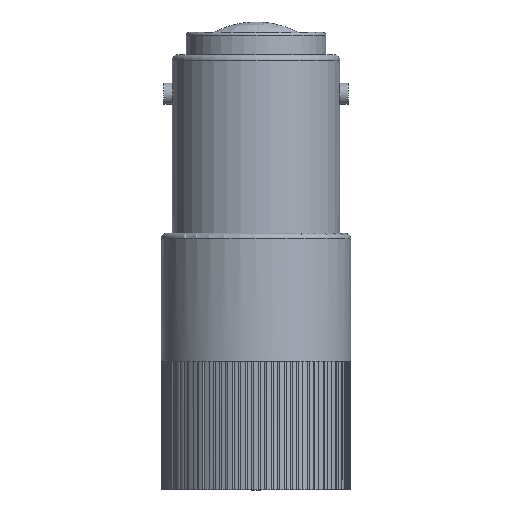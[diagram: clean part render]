
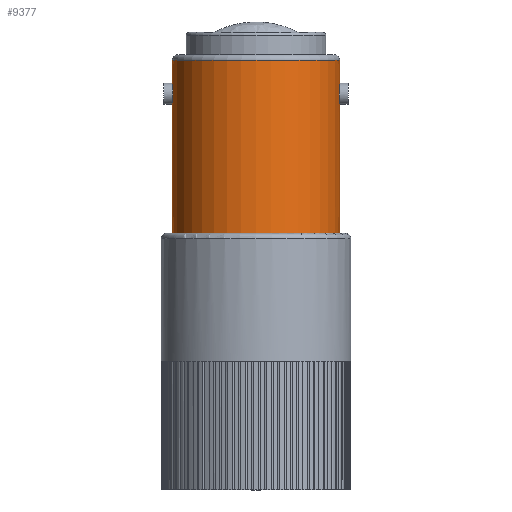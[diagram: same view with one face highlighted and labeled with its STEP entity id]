
A CAD part, left-side view. The second image highlights one B-rep face of the part: STEP entity #9377.
In plain terms, the highlighted cylindrical face has radius 7.5 mm (diameter 15 mm), a full revolution.
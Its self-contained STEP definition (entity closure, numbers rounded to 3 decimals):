
#8664=CARTESIAN_POINT('',(-4.447,5.735,0.0));
#8665=VERTEX_POINT('',#8664);
#8666=CARTESIAN_POINT('',(-11.947,5.735,0.0));
#8667=DIRECTION('',(0.0,0.0,-1.0));
#8668=DIRECTION('',(-1.0,0.0,0.0));
#8669=AXIS2_PLACEMENT_3D('',#8666,#8667,#8668);
#8670=CIRCLE('',#8669,7.5);
#8671=EDGE_CURVE('',#8665,#8665,#8670,.T.);
#8811=CARTESIAN_POINT('',(-10.997,13.174,12.5));
#8812=VERTEX_POINT('',#8811);
#8813=CARTESIAN_POINT('',(-10.997,13.174,12.5));
#8814=CARTESIAN_POINT('',(-10.997,13.174,12.662));
#8815=CARTESIAN_POINT('',(-11.043,13.181,12.837));
#8816=CARTESIAN_POINT('',(-11.13,13.19,12.984));
#8817=CARTESIAN_POINT('',(-11.208,13.199,13.116));
#8818=CARTESIAN_POINT('',(-11.311,13.209,13.221));
#8819=CARTESIAN_POINT('',(-11.44,13.218,13.303));
#8820=CARTESIAN_POINT('',(-11.572,13.227,13.387));
#8821=CARTESIAN_POINT('',(-11.73,13.233,13.437));
#8822=CARTESIAN_POINT('',(-11.881,13.234,13.448));
#8823=CARTESIAN_POINT('',(-11.969,13.235,13.454));
#8824=CARTESIAN_POINT('',(-12.056,13.235,13.448));
#8825=CARTESIAN_POINT('',(-12.144,13.232,13.429));
#8826=CARTESIAN_POINT('',(-12.3,13.228,13.396));
#8827=CARTESIAN_POINT('',(-12.45,13.219,13.321));
#8828=CARTESIAN_POINT('',(-12.567,13.209,13.22));
#8829=CARTESIAN_POINT('',(-12.634,13.204,13.163));
#8830=CARTESIAN_POINT('',(-12.691,13.198,13.098));
#8831=CARTESIAN_POINT('',(-12.74,13.193,13.024));
#8832=CARTESIAN_POINT('',(-12.827,13.184,12.892));
#8833=CARTESIAN_POINT('',(-12.881,13.176,12.733));
#8834=CARTESIAN_POINT('',(-12.894,13.175,12.579));
#8835=CARTESIAN_POINT('',(-12.902,13.174,12.481));
#8836=CARTESIAN_POINT('',(-12.896,13.175,12.385));
#8837=CARTESIAN_POINT('',(-12.873,13.177,12.287));
#8838=CARTESIAN_POINT('',(-12.844,13.181,12.158));
#8839=CARTESIAN_POINT('',(-12.785,13.188,12.033));
#8840=CARTESIAN_POINT('',(-12.707,13.196,11.929));
#8841=CARTESIAN_POINT('',(-12.64,13.203,11.84));
#8842=CARTESIAN_POINT('',(-12.561,13.21,11.766));
#8843=CARTESIAN_POINT('',(-12.467,13.217,11.704));
#8844=CARTESIAN_POINT('',(-12.334,13.226,11.618));
#8845=CARTESIAN_POINT('',(-12.175,13.233,11.565));
#8846=CARTESIAN_POINT('',(-12.021,13.234,11.553));
#8847=CARTESIAN_POINT('',(-11.933,13.235,11.546));
#8848=CARTESIAN_POINT('',(-11.847,13.235,11.551));
#8849=CARTESIAN_POINT('',(-11.758,13.232,11.569));
#8850=CARTESIAN_POINT('',(-11.603,13.228,11.601));
#8851=CARTESIAN_POINT('',(-11.452,13.219,11.675));
#8852=CARTESIAN_POINT('',(-11.334,13.21,11.775));
#8853=CARTESIAN_POINT('',(-11.259,13.204,11.838));
#8854=CARTESIAN_POINT('',(-11.196,13.197,11.91));
#8855=CARTESIAN_POINT('',(-11.143,13.191,11.995));
#8856=CARTESIAN_POINT('',(-11.053,13.182,12.138));
#8857=CARTESIAN_POINT('',(-11.002,13.175,12.312));
#8858=CARTESIAN_POINT('',(-10.998,13.174,12.474));
#8859=CARTESIAN_POINT('',(-10.998,13.174,12.483));
#8860=CARTESIAN_POINT('',(-10.997,13.174,12.492));
#8861=CARTESIAN_POINT('',(-10.997,13.174,12.5));
#8862=B_SPLINE_CURVE_WITH_KNOTS('',3,(#8813,#8814,#8815,#8816,#8817,#8818,#8819,#8820,#8821,#8822,#8823,#8824,#8825,#8826,#8827,#8828,#8829,#8830,#8831,#8832,#8833,#8834,#8835,#8836,#8837,#8838,#8839,#8840,#8841,#8842,#8843,#8844,#8845,#8846,#8847,#8848,#8849,#8850,#8851,#8852,#8853,#8854,#8855,#8856,#8857,#8858,#8859,#8860,#8861),.UNSPECIFIED.,.T.,.U.,(4,3,3,3,3,3,3,3,3,3,3,3,3,3,3,3,4),(0.0,0.049,0.092,0.137,0.163,0.208,0.234,0.279,0.308,0.345,0.377,0.423,0.448,0.494,0.522,0.571,0.573),.UNSPECIFIED.);
#8863=EDGE_CURVE('',#8812,#8812,#8862,.T.);
#8884=CARTESIAN_POINT('',(-10.997,-1.705,12.5));
#8885=VERTEX_POINT('',#8884);
#8886=CARTESIAN_POINT('',(-10.997,-1.705,12.5));
#8887=CARTESIAN_POINT('',(-10.997,-1.705,12.338));
#8888=CARTESIAN_POINT('',(-11.043,-1.711,12.163));
#8889=CARTESIAN_POINT('',(-11.13,-1.721,12.016));
#8890=CARTESIAN_POINT('',(-11.208,-1.729,11.884));
#8891=CARTESIAN_POINT('',(-11.311,-1.739,11.779));
#8892=CARTESIAN_POINT('',(-11.44,-1.748,11.697));
#8893=CARTESIAN_POINT('',(-11.572,-1.757,11.613));
#8894=CARTESIAN_POINT('',(-11.73,-1.764,11.563));
#8895=CARTESIAN_POINT('',(-11.881,-1.765,11.552));
#8896=CARTESIAN_POINT('',(-11.969,-1.766,11.546));
#8897=CARTESIAN_POINT('',(-12.056,-1.765,11.552));
#8898=CARTESIAN_POINT('',(-12.144,-1.763,11.571));
#8899=CARTESIAN_POINT('',(-12.3,-1.759,11.604));
#8900=CARTESIAN_POINT('',(-12.45,-1.749,11.679));
#8901=CARTESIAN_POINT('',(-12.567,-1.74,11.78));
#8902=CARTESIAN_POINT('',(-12.634,-1.734,11.837));
#8903=CARTESIAN_POINT('',(-12.691,-1.728,11.902));
#8904=CARTESIAN_POINT('',(-12.74,-1.723,11.976));
#8905=CARTESIAN_POINT('',(-12.827,-1.714,12.108));
#8906=CARTESIAN_POINT('',(-12.881,-1.707,12.267));
#8907=CARTESIAN_POINT('',(-12.894,-1.705,12.421));
#8908=CARTESIAN_POINT('',(-12.902,-1.704,12.519));
#8909=CARTESIAN_POINT('',(-12.896,-1.705,12.615));
#8910=CARTESIAN_POINT('',(-12.873,-1.708,12.713));
#8911=CARTESIAN_POINT('',(-12.844,-1.712,12.842));
#8912=CARTESIAN_POINT('',(-12.785,-1.719,12.967));
#8913=CARTESIAN_POINT('',(-12.707,-1.727,13.071));
#8914=CARTESIAN_POINT('',(-12.64,-1.734,13.16));
#8915=CARTESIAN_POINT('',(-12.561,-1.741,13.234));
#8916=CARTESIAN_POINT('',(-12.467,-1.747,13.296));
#8917=CARTESIAN_POINT('',(-12.334,-1.756,13.382));
#8918=CARTESIAN_POINT('',(-12.175,-1.763,13.435));
#8919=CARTESIAN_POINT('',(-12.021,-1.765,13.447));
#8920=CARTESIAN_POINT('',(-11.933,-1.766,13.454));
#8921=CARTESIAN_POINT('',(-11.847,-1.765,13.449));
#8922=CARTESIAN_POINT('',(-11.758,-1.763,13.431));
#8923=CARTESIAN_POINT('',(-11.603,-1.759,13.399));
#8924=CARTESIAN_POINT('',(-11.452,-1.75,13.325));
#8925=CARTESIAN_POINT('',(-11.334,-1.74,13.225));
#8926=CARTESIAN_POINT('',(-11.259,-1.734,13.162));
#8927=CARTESIAN_POINT('',(-11.196,-1.728,13.09));
#8928=CARTESIAN_POINT('',(-11.143,-1.722,13.005));
#8929=CARTESIAN_POINT('',(-11.053,-1.712,12.862));
#8930=CARTESIAN_POINT('',(-11.002,-1.705,12.688));
#8931=CARTESIAN_POINT('',(-10.998,-1.705,12.526));
#8932=CARTESIAN_POINT('',(-10.998,-1.705,12.517));
#8933=CARTESIAN_POINT('',(-10.997,-1.705,12.508));
#8934=CARTESIAN_POINT('',(-10.997,-1.705,12.5));
#8935=B_SPLINE_CURVE_WITH_KNOTS('',3,(#8886,#8887,#8888,#8889,#8890,#8891,#8892,#8893,#8894,#8895,#8896,#8897,#8898,#8899,#8900,#8901,#8902,#8903,#8904,#8905,#8906,#8907,#8908,#8909,#8910,#8911,#8912,#8913,#8914,#8915,#8916,#8917,#8918,#8919,#8920,#8921,#8922,#8923,#8924,#8925,#8926,#8927,#8928,#8929,#8930,#8931,#8932,#8933,#8934),.UNSPECIFIED.,.T.,.U.,(4,3,3,3,3,3,3,3,3,3,3,3,3,3,3,3,4),(0.0,0.049,0.092,0.137,0.163,0.208,0.234,0.279,0.308,0.345,0.377,0.423,0.448,0.494,0.522,0.571,0.573),.UNSPECIFIED.);
#8936=EDGE_CURVE('',#8885,#8885,#8935,.T.);
#9348=CARTESIAN_POINT('',(-4.447,5.735,15.5));
#9349=VERTEX_POINT('',#9348);
#9350=CARTESIAN_POINT('',(-11.947,5.735,15.5));
#9351=DIRECTION('',(0.0,0.0,1.0));
#9352=DIRECTION('',(-1.0,0.0,0.0));
#9353=AXIS2_PLACEMENT_3D('',#9350,#9351,#9352);
#9354=CIRCLE('',#9353,7.5);
#9355=EDGE_CURVE('',#9349,#9349,#9354,.T.);
#9360=CARTESIAN_POINT('',(-11.947,5.735,0.0));
#9361=DIRECTION('',(0.0,0.0,1.0));
#9362=DIRECTION('',(-1.0,0.0,0.0));
#9363=AXIS2_PLACEMENT_3D('',#9360,#9361,#9362);
#9364=CYLINDRICAL_SURFACE('',#9363,7.5);
#9365=ORIENTED_EDGE('',*,*,#8671,.F.);
#9366=EDGE_LOOP('',(#9365));
#9367=FACE_OUTER_BOUND('',#9366,.T.);
#9368=ORIENTED_EDGE('',*,*,#8936,.T.);
#9369=EDGE_LOOP('',(#9368));
#9370=FACE_BOUND('',#9369,.T.);
#9371=ORIENTED_EDGE('',*,*,#8863,.T.);
#9372=EDGE_LOOP('',(#9371));
#9373=FACE_BOUND('',#9372,.T.);
#9374=ORIENTED_EDGE('',*,*,#9355,.F.);
#9375=EDGE_LOOP('',(#9374));
#9376=FACE_BOUND('',#9375,.T.);
#9377=ADVANCED_FACE('',(#9367,#9370,#9373,#9376),#9364,.T.);
